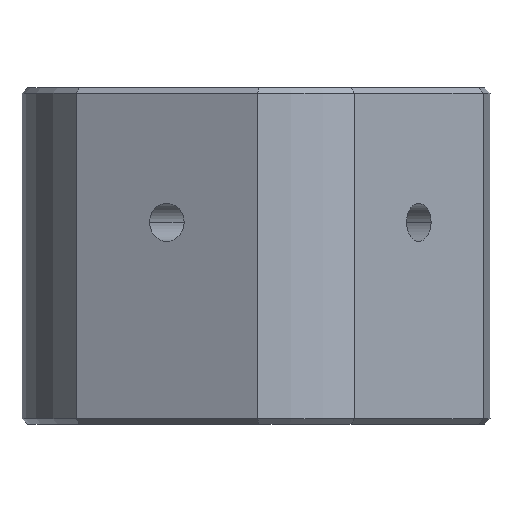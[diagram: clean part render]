
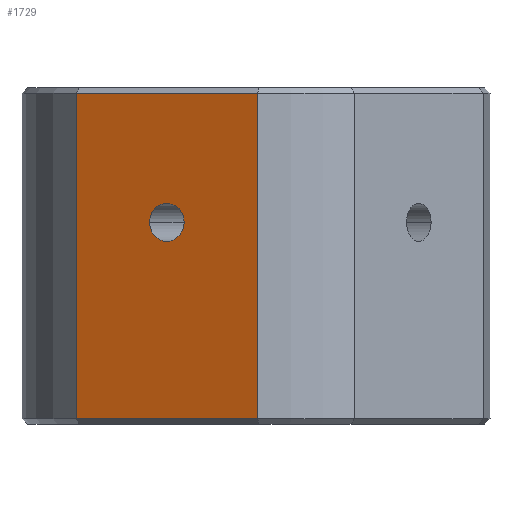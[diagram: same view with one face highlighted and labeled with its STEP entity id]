
A CAD part, left-side view. The second image highlights one B-rep face of the part: STEP entity #1729.
In plain terms, the highlighted planar face has unit normal (-0.906, 0.423, 0).
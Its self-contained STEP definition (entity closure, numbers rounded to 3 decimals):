
#23 = CARTESIAN_POINT ( 'NONE',  ( -20.9, -0.098, 29.5 ) ) ;
#92 = ORIENTED_EDGE ( 'NONE', *, *, #2594, .T. ) ;
#105 = VECTOR ( 'NONE', #2658, 1000. ) ;
#155 = VECTOR ( 'NONE', #1724, 1000. ) ;
#246 = FACE_BOUND ( 'NONE', #2353, .T. ) ;
#264 = PLANE ( 'NONE',  #2408 ) ;
#352 = CIRCLE ( 'NONE', #364, 1.7 ) ;
#364 = AXIS2_PLACEMENT_3D ( 'NONE', #2944, #755, #2991 ) ;
#522 = EDGE_CURVE ( 'NONE', #2121, #2974, #2794, .T. ) ;
#628 = DIRECTION ( 'NONE',  ( 0.423, 0.906, 0. ) ) ;
#739 = CARTESIAN_POINT ( 'NONE',  ( -13.359, 16.073, 0. ) ) ;
#755 = DIRECTION ( 'NONE',  ( 0.906, -0.423, 0. ) ) ;
#930 = LINE ( 'NONE', #2622, #2144 ) ;
#964 = FACE_OUTER_BOUND ( 'NONE', #1148, .T. ) ;
#999 = DIRECTION ( 'NONE',  ( -0.423, -0.906, 0. ) ) ;
#1011 = LINE ( 'NONE', #739, #155 ) ;
#1138 = ORIENTED_EDGE ( 'NONE', *, *, #2874, .T. ) ;
#1148 = EDGE_LOOP ( 'NONE', ( #1607, #1946, #2360, #92 ) ) ;
#1243 = CARTESIAN_POINT ( 'NONE',  ( -20.9, -0.098, 0. ) ) ;
#1287 = CARTESIAN_POINT ( 'NONE',  ( -17.848, 6.447, 18. ) ) ;
#1308 = VERTEX_POINT ( 'NONE', #23 ) ;
#1315 = CARTESIAN_POINT ( 'NONE',  ( -20.9, -0.098, 0.5 ) ) ;
#1347 = CARTESIAN_POINT ( 'NONE',  ( -20.9, -0.098, 0.5 ) ) ;
#1377 = CIRCLE ( 'NONE', #2807, 1.7 ) ;
#1517 = VERTEX_POINT ( 'NONE', #2597 ) ;
#1607 = ORIENTED_EDGE ( 'NONE', *, *, #2843, .F. ) ;
#1724 = DIRECTION ( 'NONE',  ( 0., 0., 1. ) ) ;
#1729 = ADVANCED_FACE ( 'NONE', ( #964, #246 ), #264, .T. ) ;
#1744 = ORIENTED_EDGE ( 'NONE', *, *, #1753, .T. ) ;
#1753 = EDGE_CURVE ( 'NONE', #1517, #2567, #352, .T. ) ;
#1813 = CARTESIAN_POINT ( 'NONE',  ( -17.129, 7.987, 18. ) ) ;
#1946 = ORIENTED_EDGE ( 'NONE', *, *, #522, .T. ) ;
#2080 = VECTOR ( 'NONE', #2608, 1000. ) ;
#2121 = VERTEX_POINT ( 'NONE', #2801 ) ;
#2144 = VECTOR ( 'NONE', #628, 1000. ) ;
#2151 = CARTESIAN_POINT ( 'NONE',  ( -13.359, 16.073, 29.5 ) ) ;
#2163 = LINE ( 'NONE', #1243, #105 ) ;
#2244 = CARTESIAN_POINT ( 'NONE',  ( -13.359, 16.073, 0. ) ) ;
#2255 = VERTEX_POINT ( 'NONE', #2151 ) ;
#2353 = EDGE_LOOP ( 'NONE', ( #1138, #1744 ) ) ;
#2360 = ORIENTED_EDGE ( 'NONE', *, *, #2779, .T. ) ;
#2408 = AXIS2_PLACEMENT_3D ( 'NONE', #2244, #2705, #999 ) ;
#2567 = VERTEX_POINT ( 'NONE', #1287 ) ;
#2594 = EDGE_CURVE ( 'NONE', #1308, #2255, #930, .T. ) ;
#2597 = CARTESIAN_POINT ( 'NONE',  ( -16.411, 9.528, 18. ) ) ;
#2608 = DIRECTION ( 'NONE',  ( -0.423, -0.906, 0. ) ) ;
#2622 = CARTESIAN_POINT ( 'NONE',  ( -13.359, 16.073, 29.5 ) ) ;
#2658 = DIRECTION ( 'NONE',  ( 0., 0., 1. ) ) ;
#2705 = DIRECTION ( 'NONE',  ( -0.906, 0.423, 0. ) ) ;
#2720 = DIRECTION ( 'NONE',  ( -0.423, -0.906, 0. ) ) ;
#2779 = EDGE_CURVE ( 'NONE', #2974, #1308, #2163, .T. ) ;
#2794 = LINE ( 'NONE', #1315, #2080 ) ;
#2801 = CARTESIAN_POINT ( 'NONE',  ( -13.359, 16.073, 0.5 ) ) ;
#2807 = AXIS2_PLACEMENT_3D ( 'NONE', #1813, #3037, #2720 ) ;
#2843 = EDGE_CURVE ( 'NONE', #2121, #2255, #1011, .T. ) ;
#2874 = EDGE_CURVE ( 'NONE', #2567, #1517, #1377, .T. ) ;
#2944 = CARTESIAN_POINT ( 'NONE',  ( -17.129, 7.987, 18. ) ) ;
#2974 = VERTEX_POINT ( 'NONE', #1347 ) ;
#2991 = DIRECTION ( 'NONE',  ( -0.423, -0.906, 0. ) ) ;
#3037 = DIRECTION ( 'NONE',  ( 0.906, -0.423, 0. ) ) ;
